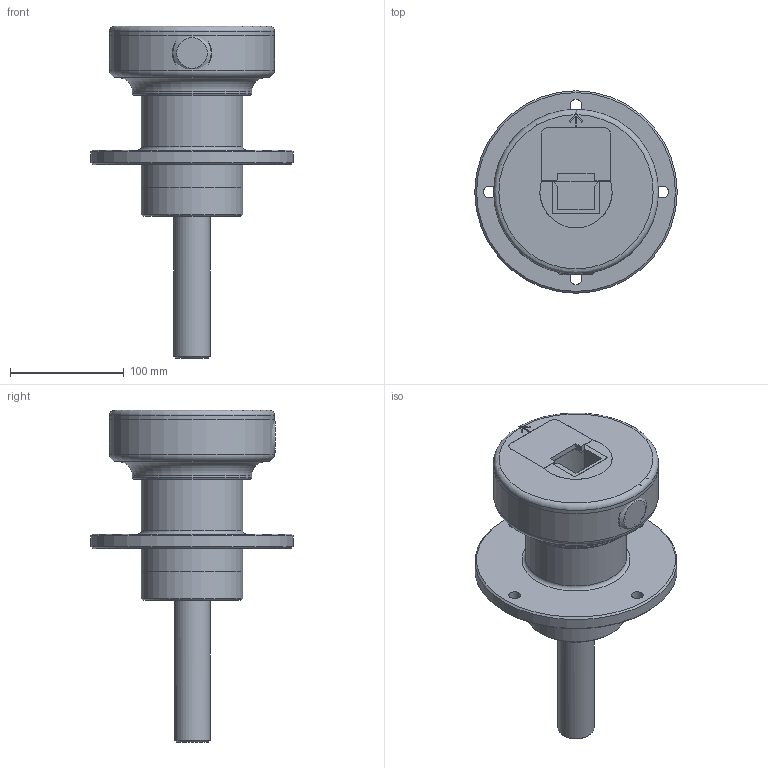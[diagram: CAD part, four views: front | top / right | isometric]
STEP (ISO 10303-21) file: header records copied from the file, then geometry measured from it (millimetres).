
FILE_DESCRIPTION(/* description */ ('STANDARD DUTY SAFETY SHAFT HOLDER DRIVE CHUCK FLANGE MOUNT'),/* implementation_level */ '2;1');
FILE_NAME(/* name */ '46245-84 CUSTOMER DWG.stp',/* time_stamp */ '2018-06-22T13:28:02-04:00',/* author */ ('mtrusz'),/* organization */ ('CONVERTER ACCESSORY CORPORATION WIND GAP, PA. 18091'),/* preprocessor_version */ 'ST-DEVELOPER v16.5',/* originating_system */ 'Autodesk Inventor 2017',/* authorisation */ '');
FILE_SCHEMA (('AUTOMOTIVE_DESIGN { 1 0 10303 214 3 1 1 }'));
Length unit declared in the file: inch
Products named in the file (9): 46245-84 CUSTOMER DWG; 46245-18A; 46245-73 DRIVE SHAFT CUSTOMER DWG; 46245-74 UPPER HALF CUSTOMER DWG; 46245-05 CUSTOMER DWG; 46245-74 1.25 LOWER INSERT CUSTOMER DWG; 46245-72 FRONT HALF CUSTOMER DWG; 46245-72 BACK HALF CUSTOMER DWG; 46245-22 CUSTOMER DWG
Assembly tree (8 placements, depth 2):
  46245-84 CUSTOMER DWG
    46245-18A
    46245-73 DRIVE SHAFT CUSTOMER DWG
    46245-74 UPPER HALF CUSTOMER DWG
    46245-05 CUSTOMER DWG
    46245-74 1.25 LOWER INSERT CUSTOMER DWG
    46245-72 FRONT HALF CUSTOMER DWG
    46245-72 BACK HALF CUSTOMER DWG
    46245-22 CUSTOMER DWG
Bounding box: 177.8 x 177.8 x 291.69 mm (x, y, z)
Volume: 1524226.7 mm3; surface area: 289817.3 mm2
Topology: 8 solids, 8 shells, 110 faces, 255 edges, 168 vertices
Faces by surface type: plane 69, cylinder 29, cone 7, torus 5
Full cylindrical faces by diameter (mm): 10.312 x4, 22.149 x1, 24.71 x1, 31.75 x1, 35.712 x1, 57.15 x1, 63.551 x1, 70.612 x1, 76.2 x1, 88.9 x3, 92.05 x1, 104.75 x1, 144.983 x2, 177.8 x1
Entity records: 3344 total; most frequent: DIRECTION 539, CARTESIAN_POINT 533, ORIENTED_EDGE 430, EDGE_CURVE 215, AXIS2_PLACEMENT_3D 201, EDGE_LOOP 164, VERTEX_POINT 159, LINE 137
